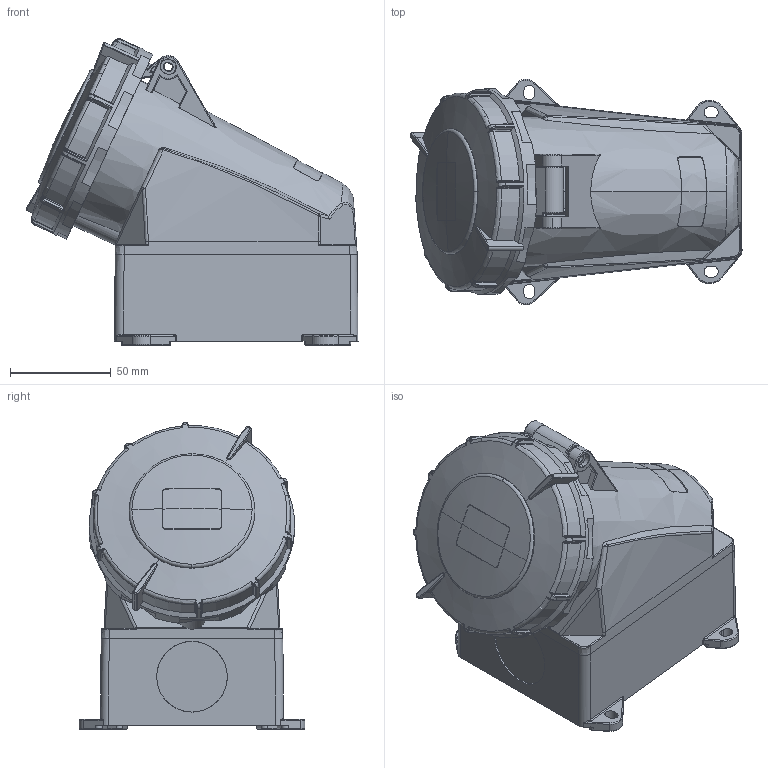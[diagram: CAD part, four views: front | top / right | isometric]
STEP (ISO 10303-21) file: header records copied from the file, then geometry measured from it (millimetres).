
FILE_DESCRIPTION (( 'STEP AP203' ), '1' );
FILE_NAME ('DIS5183257T (WS 5p 32ﾀ 400ﾂ IP67).STEP', '2024-08-21T06:19:44', ( '' ), ( '' ), 'SwSTEP 2.0', 'SolidWorks 2022', '' );
FILE_SCHEMA (( 'CONFIG_CONTROL_DESIGN' ));
Products named in the file (1): DIS5183257T (WS 5p 32А 400В IP67)
Bounding box: 164.59 x 111.98 x 151.99 mm (x, y, z)
Volume: 1014122.5 mm3; surface area: 121010.3 mm2
Topology: 2 solids, 12 shells, 1385 faces, 3594 edges, 2225 vertices
Faces by surface type: cylinder 395, plane 393, bspline 318, torus 127, sphere 79, cone 73
Entity records: 56931 total; most frequent: CARTESIAN_POINT 26198, ORIENTED_EDGE 7108, DIRECTION 5649, EDGE_CURVE 3554, AXIS2_PLACEMENT_3D 2244, VERTEX_POINT 2221, EDGE_LOOP 1431, ADVANCED_FACE 1385
